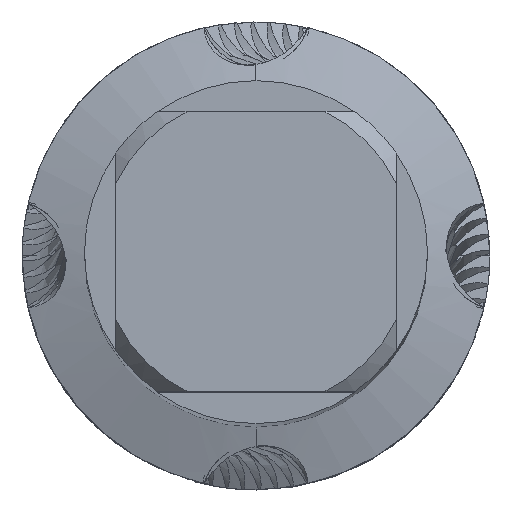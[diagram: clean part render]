
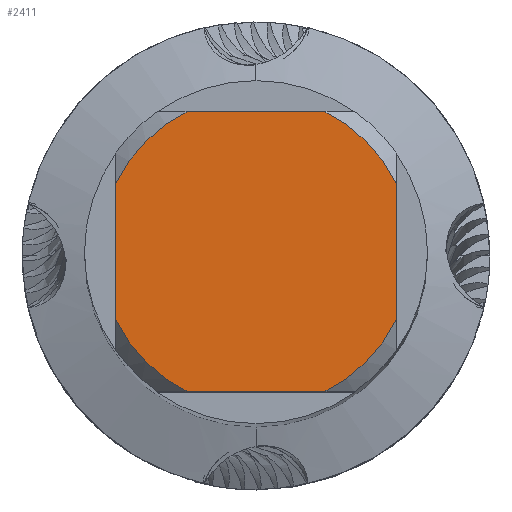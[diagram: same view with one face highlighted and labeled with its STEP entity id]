
A CAD part, top view. The second image highlights one B-rep face of the part: STEP entity #2411.
In plain terms, the highlighted planar face has unit normal (0, 0, 1).
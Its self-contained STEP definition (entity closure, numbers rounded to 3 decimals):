
#1777=EDGE_CURVE('',#2533,#4037,#5097,.T.);
#1937=EDGE_CURVE('',#4109,#2657,#5272,.T.);
#1959=EDGE_CURVE('',#3495,#3455,#5295,.T.);
#2123=VERTEX_POINT('',#5475);
#2383=EDGE_CURVE('',#2123,#2657,#5761,.T.);
#2411=ADVANCED_FACE('',(#5791),#5792,.T.);
#2533=VERTEX_POINT('',#5923);
#2657=VERTEX_POINT('',#6054);
#3125=VERTEX_POINT('',#6564);
#3455=VERTEX_POINT('',#6926);
#3495=VERTEX_POINT('',#6969);
#3573=EDGE_CURVE('',#2533,#3125,#7057,.T.);
#4037=VERTEX_POINT('',#7556);
#4103=EDGE_CURVE('',#3495,#3125,#7629,.T.);
#4109=VERTEX_POINT('',#7636);
#4477=EDGE_CURVE('',#2123,#4037,#8033,.T.);
#4655=EDGE_CURVE('',#4109,#3455,#8228,.T.);
#5097=LINE('',#8859,#8860);
#5272=CIRCLE('',#9408,10.0);
#5295=CIRCLE('',#9458,10.0);
#5475=CARTESIAN_POINT('',(9.0,-4.359,0.0));
#5761=LINE('',#10737,#10738);
#5791=FACE_OUTER_BOUND('',#10821,.T.);
#5792=PLANE('',#10822);
#5923=CARTESIAN_POINT('',(-4.359,-9.0,0.0));
#6054=CARTESIAN_POINT('',(9.0,4.359,0.0));
#6564=CARTESIAN_POINT('',(-9.0,-4.359,0.0));
#6926=CARTESIAN_POINT('',(-4.359,9.0,0.0));
#6969=CARTESIAN_POINT('',(-9.0,4.359,0.0));
#7057=CIRCLE('',#14725,10.0);
#7556=CARTESIAN_POINT('',(4.359,-9.0,0.0));
#7629=LINE('',#16453,#16454);
#7636=CARTESIAN_POINT('',(4.359,9.0,0.0));
#8033=CIRCLE('',#17510,10.0);
#8228=LINE('',#18187,#18188);
#8859=CARTESIAN_POINT('',(0.0,-9.0,0.0));
#8860=VECTOR('',#19193,1.0);
#9408=AXIS2_PLACEMENT_3D('',#19366,#19367,#19368);
#9458=AXIS2_PLACEMENT_3D('',#19389,#19390,#19391);
#10737=CARTESIAN_POINT('',(9.0,2.5,0.0));
#10738=VECTOR('',#19986,1.0);
#10821=EDGE_LOOP('',(#20011,#20012,#20013,#20014,#20015,#20016,#20017,#20018));
#10822=AXIS2_PLACEMENT_3D('',#20019,#20020,#20021);
#14725=AXIS2_PLACEMENT_3D('',#21319,#21320,#21321);
#16453=CARTESIAN_POINT('',(-9.0,2.5,0.0));
#16454=VECTOR('',#21919,1.0);
#17510=AXIS2_PLACEMENT_3D('',#22278,#22279,#22280);
#18187=CARTESIAN_POINT('',(0.0,9.0,0.0));
#18188=VECTOR('',#22573,1.0);
#19193=DIRECTION('',(1.0,0.0,0.0));
#19366=CARTESIAN_POINT('',(0.0,0.0,0.0));
#19367=DIRECTION('',(0.0,0.0,-1.0));
#19368=DIRECTION('',(0.0,1.0,0.0));
#19389=CARTESIAN_POINT('',(0.0,0.0,0.0));
#19390=DIRECTION('',(0.0,0.0,-1.0));
#19391=DIRECTION('',(0.0,1.0,0.0));
#19986=DIRECTION('',(-0.0,1.0,0.0));
#20011=ORIENTED_EDGE('',*,*,#4103,.T.);
#20012=ORIENTED_EDGE('',*,*,#3573,.F.);
#20013=ORIENTED_EDGE('',*,*,#1777,.T.);
#20014=ORIENTED_EDGE('',*,*,#4477,.F.);
#20015=ORIENTED_EDGE('',*,*,#2383,.T.);
#20016=ORIENTED_EDGE('',*,*,#1937,.F.);
#20017=ORIENTED_EDGE('',*,*,#4655,.T.);
#20018=ORIENTED_EDGE('',*,*,#1959,.F.);
#20019=CARTESIAN_POINT('',(0.0,5.0,0.0));
#20020=DIRECTION('',(-0.0,0.0,1.0));
#20021=DIRECTION('',(0.0,-1.0,0.0));
#21319=CARTESIAN_POINT('',(0.0,0.0,0.0));
#21320=DIRECTION('',(0.0,0.0,-1.0));
#21321=DIRECTION('',(0.0,1.0,0.0));
#21919=DIRECTION('',(-0.0,-1.0,0.0));
#22278=CARTESIAN_POINT('',(0.0,0.0,0.0));
#22279=DIRECTION('',(0.0,0.0,-1.0));
#22280=DIRECTION('',(0.0,1.0,0.0));
#22573=DIRECTION('',(-1.0,0.0,0.0));
